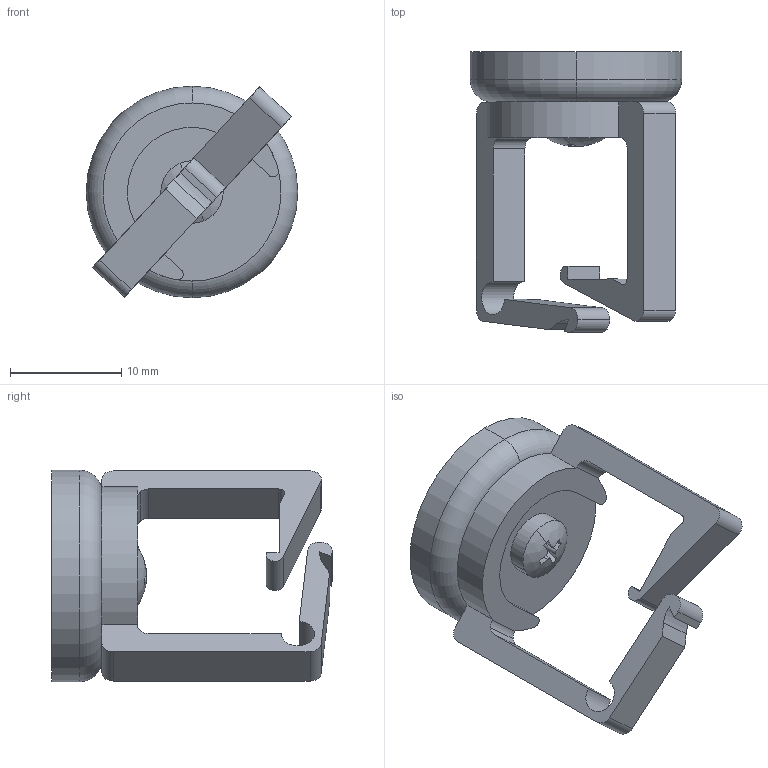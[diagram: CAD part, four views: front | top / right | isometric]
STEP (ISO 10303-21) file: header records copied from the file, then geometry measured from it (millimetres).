
FILE_DESCRIPTION (( 'STEP AP203' ), '1' );
FILE_NAME ('WCH075-MAG16.STEP', '2024-11-28T05:28:14', ( '' ), ( '' ), 'SwSTEP 2.0', 'SolidWorks 2021', '' );
FILE_SCHEMA (( 'CONFIG_CONTROL_DESIGN' ));
Length unit declared in the file: millimetre
Products named in the file (7): WMAG16.STEP; 000.101.T01.01.A2-窪遠欬沺璃.STEP; hex nuts, style 1-grades ab gb_GB_FASTENER_NUT_SNAB1 M3-N; WCH075; WCH075-MAG16; 000.101.T01.02.A0-窪遠欬棠沺.STEP; cross recessed pan head screws gb_GB_CROSS_SCREWS_TYPE1 M3X5-5  H type-N
Assembly tree (6 placements, depth 3):
  WCH075-MAG16
    cross recessed pan head screws gb_GB_CROSS_SCREWS_TYPE1 M3X5-5  H type-N
    hex nuts, style 1-grades ab gb_GB_FASTENER_NUT_SNAB1 M3-N
    WCH075
    WMAG16.STEP
      000.101.T01.01.A2-窪遠欬沺璃.STEP
      000.101.T01.02.A0-窪遠欬棠沺.STEP
Bounding box: 19 x 25.17 x 19 mm (x, y, z)
Volume: 1974.7 mm3; surface area: 2885.4 mm2
Topology: 5 solids, 5 shells, 117 faces, 295 edges, 190 vertices
Faces by surface type: plane 50, cylinder 43, cone 12, torus 8, sphere 2, bspline 2
Entity records: 4424 total; most frequent: CARTESIAN_POINT 806, DIRECTION 647, ORIENTED_EDGE 590, EDGE_CURVE 295, AXIS2_PLACEMENT_3D 255, VERTEX_POINT 190, LINE 137, VECTOR 137
